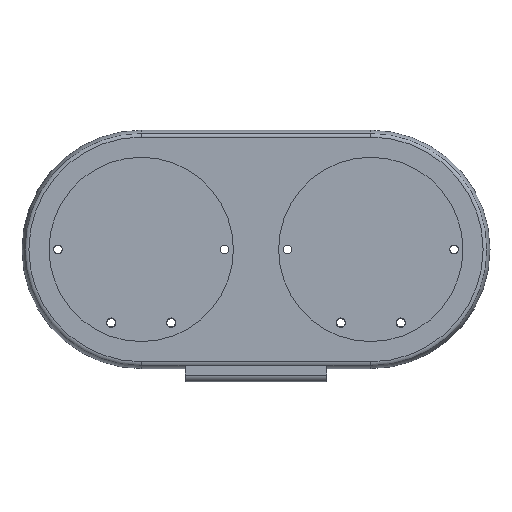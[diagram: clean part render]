
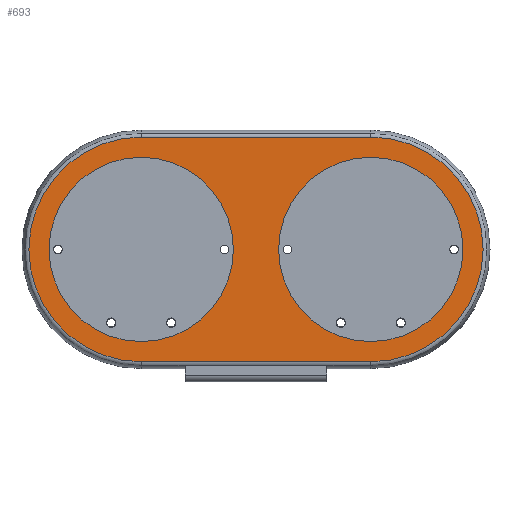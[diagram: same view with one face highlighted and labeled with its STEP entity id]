
A CAD part, top view. The second image highlights one B-rep face of the part: STEP entity #693.
In plain terms, the highlighted planar face has unit normal (0, 0, 1).
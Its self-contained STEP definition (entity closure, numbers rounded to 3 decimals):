
#33=FACE_BOUND('',#154,.T.);
#34=FACE_BOUND('',#155,.T.);
#41=PLANE('',#814);
#94=FACE_OUTER_BOUND('',#153,.T.);
#153=EDGE_LOOP('',(#621,#622,#623,#624));
#154=EDGE_LOOP('',(#625));
#155=EDGE_LOOP('',(#626));
#183=LINE('',#1247,#212);
#184=LINE('',#1257,#213);
#212=VECTOR('',#1040,2.);
#213=VECTOR('',#1055,2.);
#279=CIRCLE('',#809,42.804);
#281=CIRCLE('',#812,42.804);
#282=CIRCLE('',#815,35.127);
#283=CIRCLE('',#816,35.127);
#338=VERTEX_POINT('',#1243);
#339=VERTEX_POINT('',#1245);
#340=VERTEX_POINT('',#1249);
#341=VERTEX_POINT('',#1253);
#342=VERTEX_POINT('',#1259);
#343=VERTEX_POINT('',#1261);
#431=EDGE_CURVE('',#339,#338,#183,.T.);
#433=EDGE_CURVE('',#338,#340,#279,.T.);
#435=EDGE_CURVE('',#341,#339,#281,.T.);
#436=EDGE_CURVE('',#340,#341,#184,.T.);
#437=EDGE_CURVE('',#342,#342,#282,.T.);
#438=EDGE_CURVE('',#343,#343,#283,.T.);
#621=ORIENTED_EDGE('',*,*,#431,.F.);
#622=ORIENTED_EDGE('',*,*,#435,.F.);
#623=ORIENTED_EDGE('',*,*,#436,.F.);
#624=ORIENTED_EDGE('',*,*,#433,.F.);
#625=ORIENTED_EDGE('',*,*,#437,.T.);
#626=ORIENTED_EDGE('',*,*,#438,.T.);
#693=ADVANCED_FACE('',(#94,#33,#34),#41,.T.);
#809=AXIS2_PLACEMENT_3D('',#1251,#1045,#1046);
#812=AXIS2_PLACEMENT_3D('',#1255,#1051,#1052);
#814=AXIS2_PLACEMENT_3D('',#1258,#1056,#1057);
#815=AXIS2_PLACEMENT_3D('',#1260,#1058,#1059);
#816=AXIS2_PLACEMENT_3D('',#1262,#1060,#1061);
#1040=DIRECTION('',(1.,0.,0.));
#1045=DIRECTION('center_axis',(0.,0.,-1.));
#1046=DIRECTION('ref_axis',(0.,-1.,0.));
#1051=DIRECTION('center_axis',(0.,0.,-1.));
#1052=DIRECTION('ref_axis',(0.,-1.,0.));
#1055=DIRECTION('',(-1.,0.,0.));
#1056=DIRECTION('center_axis',(0.,0.,
1.));
#1057=DIRECTION('ref_axis',(1.,0.,0.));
#1058=DIRECTION('center_axis',(0.,0.,
-1.));
#1059=DIRECTION('ref_axis',(1.,0.,0.));
#1060=DIRECTION('center_axis',(0.,0.,
-1.));
#1061=DIRECTION('ref_axis',(1.,0.,0.));
#1243=CARTESIAN_POINT('',(43.75,42.804,3.));
#1245=CARTESIAN_POINT('',(-43.75,42.804,3.));
#1247=CARTESIAN_POINT('',(21.875,42.804,3.));
#1249=CARTESIAN_POINT('',(43.75,-42.804,3.));
#1251=CARTESIAN_POINT('Origin',(43.75,0.,3.));
#1253=CARTESIAN_POINT('',(-43.75,-42.804,3.));
#1255=CARTESIAN_POINT('Origin',(-43.75,0.,3.));
#1257=CARTESIAN_POINT('',(-21.875,-42.804,3.));
#1258=CARTESIAN_POINT('Origin',(0.,0.,
3.));
#1259=CARTESIAN_POINT('',(8.623,0.,3.));
#1260=CARTESIAN_POINT('Origin',(43.75,0.,3.));
#1261=CARTESIAN_POINT('',(-78.877,0.,3.));
#1262=CARTESIAN_POINT('Origin',(-43.75,0.,3.));
